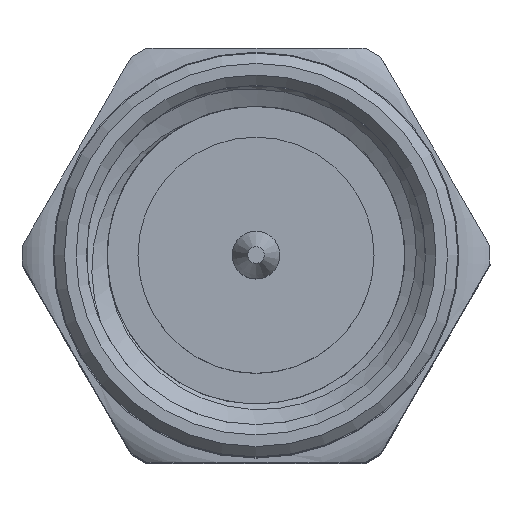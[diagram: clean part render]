
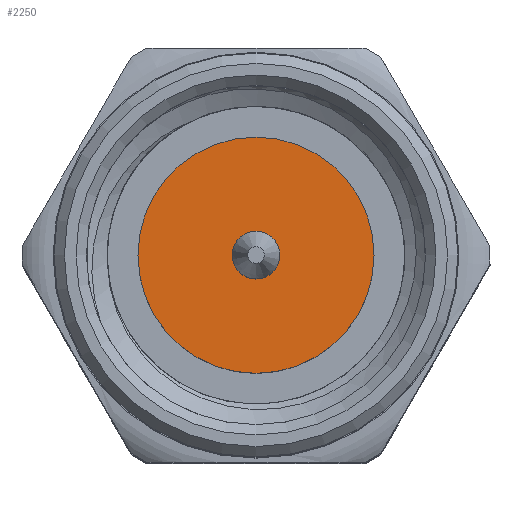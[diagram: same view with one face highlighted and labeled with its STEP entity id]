
A CAD part, top view. The second image highlights one B-rep face of the part: STEP entity #2250.
In plain terms, the highlighted planar face has unit normal (0, 0, 1).
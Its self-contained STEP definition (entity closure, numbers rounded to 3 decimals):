
#171=CIRCLE('',#2421,2.28);
#173=CIRCLE('',#2424,0.46);
#584=ORIENTED_EDGE('',*,*,#788,.F.);
#585=ORIENTED_EDGE('',*,*,#790,.T.);
#788=EDGE_CURVE('',#930,#930,#171,.T.);
#790=EDGE_CURVE('',#932,#932,#173,.T.);
#930=VERTEX_POINT('',#4615);
#932=VERTEX_POINT('',#4620);
#1200=EDGE_LOOP('',(#584));
#1201=EDGE_LOOP('',(#585));
#1356=FACE_BOUND('',#1200,.T.);
#1357=FACE_BOUND('',#1201,.T.);
#1425=PLANE('',#2423);
#2250=ADVANCED_FACE('',(#1356,#1357),#1425,.F.);
#2421=AXIS2_PLACEMENT_3D('',#4614,#2815,#2816);
#2423=AXIS2_PLACEMENT_3D('',#4618,#2819,#2820);
#2424=AXIS2_PLACEMENT_3D('',#4619,#2821,#2822);
#2815=DIRECTION('',(0.,0.,-1.));
#2816=DIRECTION('',(0.,-1.,0.));
#2819=DIRECTION('',(0.,0.,-1.));
#2820=DIRECTION('',(-1.,0.,0.));
#2821=DIRECTION('',(0.,0.,-1.));
#2822=DIRECTION('',(0.,1.,0.));
#4614=CARTESIAN_POINT('',(0.,0.,8.22));
#4615=CARTESIAN_POINT('',(0.,-2.28,8.22));
#4618=CARTESIAN_POINT('',(0.,0.,8.22));
#4619=CARTESIAN_POINT('',(0.,0.,8.22));
#4620=CARTESIAN_POINT('',(0.,0.46,8.22));
